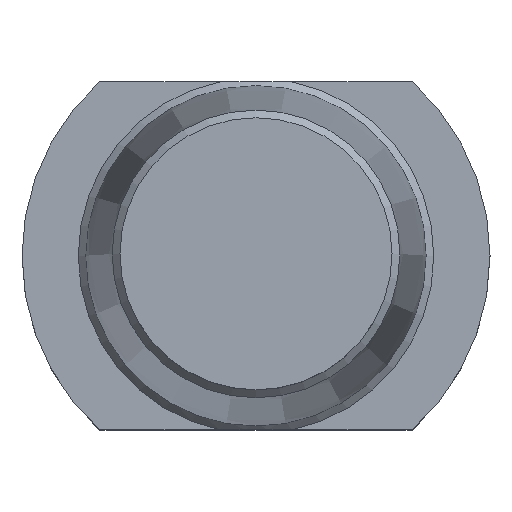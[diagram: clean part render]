
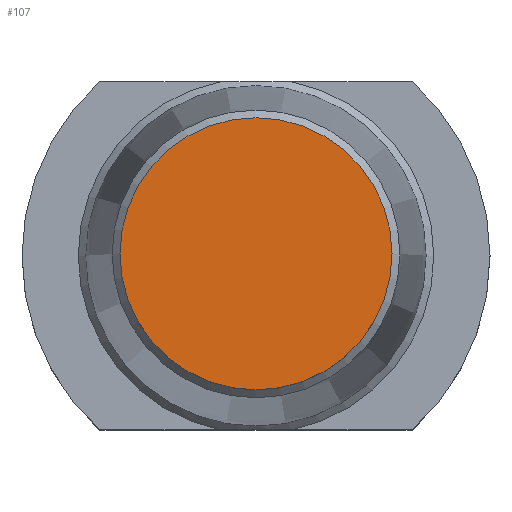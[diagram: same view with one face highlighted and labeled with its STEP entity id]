
A CAD part, top view. The second image highlights one B-rep face of the part: STEP entity #107.
In plain terms, the highlighted planar face has unit normal (0, 0, 1).
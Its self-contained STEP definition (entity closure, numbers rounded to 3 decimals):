
#107=ADVANCED_FACE('240[2]',(#295),#296,.T.);
#130=EDGE_CURVE('240[2]',#332,#332,#333,.T.);
#295=FACE_OUTER_BOUND('',#550,.T.);
#296=PLANE('',#551);
#332=VERTEX_POINT('',#616);
#333=CIRCLE('',#617,12.5);
#550=EDGE_LOOP('',(#990));
#551=AXIS2_PLACEMENT_3D('',#991,#992,#993);
#616=CARTESIAN_POINT('',(-12.5,0.,102.3));
#617=AXIS2_PLACEMENT_3D('',#1022,#1023,#1024);
#990=ORIENTED_EDGE('',*,*,#130,.T.);
#991=CARTESIAN_POINT('',(-6.25,0.,102.3));
#992=DIRECTION('',(0.,0.,1.0));
#993=DIRECTION('',(-1.0,0.,0.));
#1022=CARTESIAN_POINT('',(0.,0.,102.3));
#1023=DIRECTION('',(0.,0.,1.0));
#1024=DIRECTION('',(-1.0,0.,0.));
